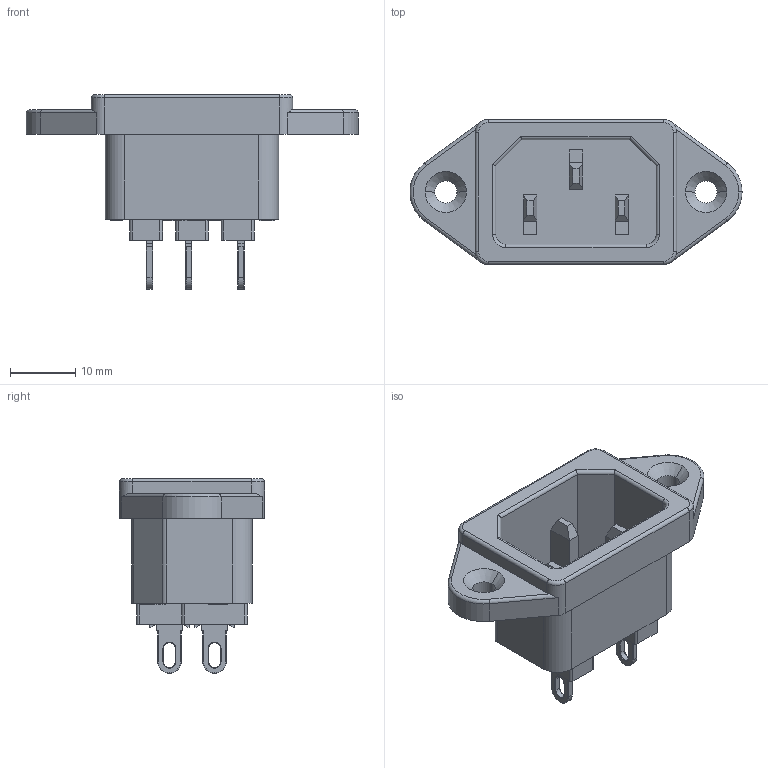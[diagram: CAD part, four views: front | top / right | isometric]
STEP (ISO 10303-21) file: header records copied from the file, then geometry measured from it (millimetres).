
FILE_DESCRIPTION (( 'STEP AP214' ), '1' );
FILE_NAME ('User Library-SS-7B plug.STEP', '2020-12-08T08:13:11', ( '' ), ( '' ), 'SwSTEP 2.0', 'SolidWorks 2020', '' );
FILE_SCHEMA (( 'AUTOMOTIVE_DESIGN' ));
Length unit declared in the file: millimetre
Products named in the file (4): Pin2___ _________; User Library-SS-7B plug; Pin1___ _________; SS-7B case___ _________
Assembly tree (4 placements, depth 2):
  User Library-SS-7B plug
    SS-7B case___ _________
    Pin1___ _________
    Pin2___ _________  x2
Bounding box: 50.78 x 22.2 x 29.8 mm (x, y, z)
Volume: 5603.3 mm3; surface area: 6125.7 mm2
Topology: 4 solids, 4 shells, 379 faces, 971 edges, 622 vertices
Faces by surface type: plane 207, cylinder 81, bspline 51, torus 36, cone 4
Entity records: 12908 total; most frequent: CARTESIAN_POINT 4810, ORIENTED_EDGE 1724, DIRECTION 1506, EDGE_CURVE 862, VECTOR 580, LINE 580, VERTEX_POINT 555, AXIS2_PLACEMENT_3D 463
